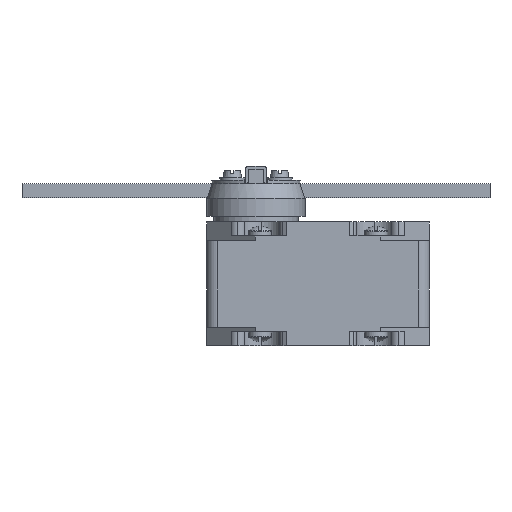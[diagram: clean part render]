
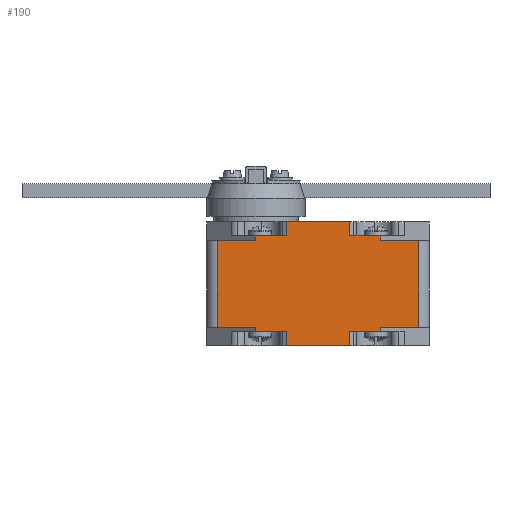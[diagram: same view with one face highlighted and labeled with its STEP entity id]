
A CAD part, left-side view. The second image highlights one B-rep face of the part: STEP entity #190.
In plain terms, the highlighted planar face has unit normal (-1, 0, 0).
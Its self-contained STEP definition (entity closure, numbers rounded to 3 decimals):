
#190=ADVANCED_FACE('',(#580),#581,.T.);
#580=FACE_OUTER_BOUND('',#1134,.T.);
#581=PLANE('',#1135);
#1134=EDGE_LOOP('',(#2434,#2435,#2436,#2437,#2438,#2439,#2440,#2441,#2442,#2443,#2444,#2445,#2446,#2447,#2448,#2449,#2450,#2451,#2452,#2453));
#1135=AXIS2_PLACEMENT_3D('',#2454,#2455,#2456);
#2434=ORIENTED_EDGE('',*,*,#4028,.T.);
#2435=ORIENTED_EDGE('',*,*,#4039,.F.);
#2436=ORIENTED_EDGE('',*,*,#4050,.T.);
#2437=ORIENTED_EDGE('',*,*,#4051,.T.);
#2438=ORIENTED_EDGE('',*,*,#4060,.T.);
#2439=ORIENTED_EDGE('',*,*,#4061,.T.);
#2440=ORIENTED_EDGE('',*,*,#4062,.T.);
#2441=ORIENTED_EDGE('',*,*,#4063,.T.);
#2442=ORIENTED_EDGE('',*,*,#4064,.T.);
#2443=ORIENTED_EDGE('',*,*,#4065,.T.);
#2444=ORIENTED_EDGE('',*,*,#4066,.T.);
#2445=ORIENTED_EDGE('',*,*,#4067,.T.);
#2446=ORIENTED_EDGE('',*,*,#4068,.T.);
#2447=ORIENTED_EDGE('',*,*,#4069,.T.);
#2448=ORIENTED_EDGE('',*,*,#4070,.T.);
#2449=ORIENTED_EDGE('',*,*,#4071,.T.);
#2450=ORIENTED_EDGE('',*,*,#4072,.F.);
#2451=ORIENTED_EDGE('',*,*,#4073,.T.);
#2452=ORIENTED_EDGE('',*,*,#4074,.T.);
#2453=ORIENTED_EDGE('',*,*,#4030,.T.);
#2454=CARTESIAN_POINT('',(-42.5,47.5,0.0));
#2455=DIRECTION('',(-1.0,0.,0.0));
#2456=DIRECTION('',(0.,-1.0,-0.0));
#4028=EDGE_CURVE('',#4991,#4989,#4992,.T.);
#4030=EDGE_CURVE('',#4994,#4991,#4995,.T.);
#4039=EDGE_CURVE('',#5008,#4989,#5010,.T.);
#4050=EDGE_CURVE('',#5008,#5027,#5029,.T.);
#4051=EDGE_CURVE('',#5027,#5030,#5031,.T.);
#4060=EDGE_CURVE('',#5030,#5043,#5044,.T.);
#4061=EDGE_CURVE('',#5043,#5045,#5046,.T.);
#4062=EDGE_CURVE('',#5045,#5047,#5048,.T.);
#4063=EDGE_CURVE('',#5047,#5049,#5050,.T.);
#4064=EDGE_CURVE('',#5049,#5051,#5052,.T.);
#4065=EDGE_CURVE('',#5051,#5053,#5054,.T.);
#4066=EDGE_CURVE('',#5053,#5055,#5056,.T.);
#4067=EDGE_CURVE('',#5055,#5057,#5058,.T.);
#4068=EDGE_CURVE('',#5057,#5059,#5060,.T.);
#4069=EDGE_CURVE('',#5059,#5061,#5062,.T.);
#4070=EDGE_CURVE('',#5061,#5063,#5064,.T.);
#4071=EDGE_CURVE('',#5063,#5065,#5066,.T.);
#4072=EDGE_CURVE('',#5067,#5065,#5068,.T.);
#4073=EDGE_CURVE('',#5067,#5069,#5070,.T.);
#4074=EDGE_CURVE('',#5069,#4994,#5071,.T.);
#4989=VERTEX_POINT('',#7003);
#4991=VERTEX_POINT('',#7006);
#4992=LINE('',#7007,#7008);
#4994=VERTEX_POINT('',#7011);
#4995=LINE('',#7012,#7013);
#5008=VERTEX_POINT('',#7030);
#5010=LINE('',#7033,#7034);
#5027=VERTEX_POINT('',#7057);
#5029=LINE('',#7060,#7061);
#5030=VERTEX_POINT('',#7062);
#5031=LINE('',#7063,#7064);
#5043=VERTEX_POINT('',#7081);
#5044=LINE('',#7082,#7083);
#5045=VERTEX_POINT('',#7084);
#5046=LINE('',#7085,#7086);
#5047=VERTEX_POINT('',#7087);
#5048=LINE('',#7088,#7089);
#5049=VERTEX_POINT('',#7090);
#5050=LINE('',#7091,#7092);
#5051=VERTEX_POINT('',#7093);
#5052=LINE('',#7094,#7095);
#5053=VERTEX_POINT('',#7096);
#5054=LINE('',#7097,#7098);
#5055=VERTEX_POINT('',#7099);
#5056=LINE('',#7100,#7101);
#5057=VERTEX_POINT('',#7102);
#5058=LINE('',#7103,#7104);
#5059=VERTEX_POINT('',#7105);
#5060=LINE('',#7106,#7107);
#5061=VERTEX_POINT('',#7108);
#5062=LINE('',#7109,#7110);
#5063=VERTEX_POINT('',#7111);
#5064=LINE('',#7112,#7113);
#5065=VERTEX_POINT('',#7114);
#5066=LINE('',#7115,#7116);
#5067=VERTEX_POINT('',#7117);
#5068=LINE('',#7118,#7119);
#5069=VERTEX_POINT('',#7120);
#5070=LINE('',#7121,#7122);
#5071=LINE('',#7123,#7124);
#7003=CARTESIAN_POINT('',(-42.5,61.061,0.0));
#7006=CARTESIAN_POINT('',(-42.5,61.061,6.));
#7007=CARTESIAN_POINT('',(-42.5,61.061,3.0));
#7008=VECTOR('',#8818,1.0);
#7011=CARTESIAN_POINT('',(-42.5,74.304,6.));
#7012=CARTESIAN_POINT('',(-42.5,62.198,6.));
#7013=VECTOR('',#8820,1.0);
#7030=CARTESIAN_POINT('',(-42.5,33.939,0.0));
#7033=CARTESIAN_POINT('',(-42.5,4.5,0.0));
#7034=VECTOR('',#8835,1.0);
#7057=CARTESIAN_POINT('',(-42.5,33.939,6.));
#7060=CARTESIAN_POINT('',(-42.5,33.939,3.0));
#7061=VECTOR('',#8852,1.0);
#7062=CARTESIAN_POINT('',(-42.5,20.696,6.));
#7063=CARTESIAN_POINT('',(-42.5,32.802,6.));
#7064=VECTOR('',#8853,1.0);
#7081=CARTESIAN_POINT('',(-42.5,20.696,8.));
#7082=CARTESIAN_POINT('',(-42.5,20.696,4.0));
#7083=VECTOR('',#8868,1.0);
#7084=CARTESIAN_POINT('',(-42.5,4.5,8.));
#7085=CARTESIAN_POINT('',(-42.5,27.518,8.));
#7086=VECTOR('',#8869,1.0);
#7087=CARTESIAN_POINT('',(-42.5,4.5,45.0));
#7088=CARTESIAN_POINT('',(-42.5,4.5,0.0));
#7089=VECTOR('',#8870,1.0);
#7090=CARTESIAN_POINT('',(-42.5,20.696,45.0));
#7091=CARTESIAN_POINT('',(-42.5,27.518,45.0));
#7092=VECTOR('',#8871,1.0);
#7093=CARTESIAN_POINT('',(-42.5,20.696,47.0));
#7094=CARTESIAN_POINT('',(-42.5,20.696,22.5));
#7095=VECTOR('',#8872,1.0);
#7096=CARTESIAN_POINT('',(-42.5,33.939,47.0));
#7097=CARTESIAN_POINT('',(-42.5,32.802,47.0));
#7098=VECTOR('',#8873,1.0);
#7099=CARTESIAN_POINT('',(-42.5,33.939,53.0));
#7100=CARTESIAN_POINT('',(-42.5,33.939,23.5));
#7101=VECTOR('',#8874,1.0);
#7102=CARTESIAN_POINT('',(-42.5,61.061,53.0));
#7103=CARTESIAN_POINT('',(-42.5,4.5,53.0));
#7104=VECTOR('',#8875,1.0);
#7105=CARTESIAN_POINT('',(-42.5,61.061,47.0));
#7106=CARTESIAN_POINT('',(-42.5,61.061,23.5));
#7107=VECTOR('',#8876,1.0);
#7108=CARTESIAN_POINT('',(-42.5,74.304,47.0));
#7109=CARTESIAN_POINT('',(-42.5,62.198,47.0));
#7110=VECTOR('',#8877,1.0);
#7111=CARTESIAN_POINT('',(-42.5,74.304,45.0));
#7112=CARTESIAN_POINT('',(-42.5,74.304,22.5));
#7113=VECTOR('',#8878,1.0);
#7114=CARTESIAN_POINT('',(-42.5,90.5,45.0));
#7115=CARTESIAN_POINT('',(-42.5,67.482,45.0));
#7116=VECTOR('',#8879,1.0);
#7117=CARTESIAN_POINT('',(-42.5,90.5,8.));
#7118=CARTESIAN_POINT('',(-42.5,90.5,0.0));
#7119=VECTOR('',#8880,1.0);
#7120=CARTESIAN_POINT('',(-42.5,74.304,8.));
#7121=CARTESIAN_POINT('',(-42.5,67.482,8.));
#7122=VECTOR('',#8881,1.0);
#7123=CARTESIAN_POINT('',(-42.5,74.304,4.0));
#7124=VECTOR('',#8882,1.0);
#8818=DIRECTION('',(-0.0,0.0,-1.0));
#8820=DIRECTION('',(0.,-1.0,0.));
#8835=DIRECTION('',(0.,1.0,0.0));
#8852=DIRECTION('',(0.,0.,1.0));
#8853=DIRECTION('',(0.,-1.0,0.));
#8868=DIRECTION('',(0.,0.,1.0));
#8869=DIRECTION('',(0.,-1.0,0.));
#8870=DIRECTION('',(0.0,0.0,1.0));
#8871=DIRECTION('',(0.,1.0,0.0));
#8872=DIRECTION('',(0.0,-0.0,1.0));
#8873=DIRECTION('',(0.,1.0,0.0));
#8874=DIRECTION('',(0.0,-0.0,1.0));
#8875=DIRECTION('',(0.,1.0,0.0));
#8876=DIRECTION('',(0.0,-0.0,-1.0));
#8877=DIRECTION('',(0.,1.0,0.0));
#8878=DIRECTION('',(0.0,-0.0,-1.0));
#8879=DIRECTION('',(0.,1.0,0.0));
#8880=DIRECTION('',(0.0,0.0,1.0));
#8881=DIRECTION('',(0.,-1.0,0.));
#8882=DIRECTION('',(0.,0.,-1.0));
